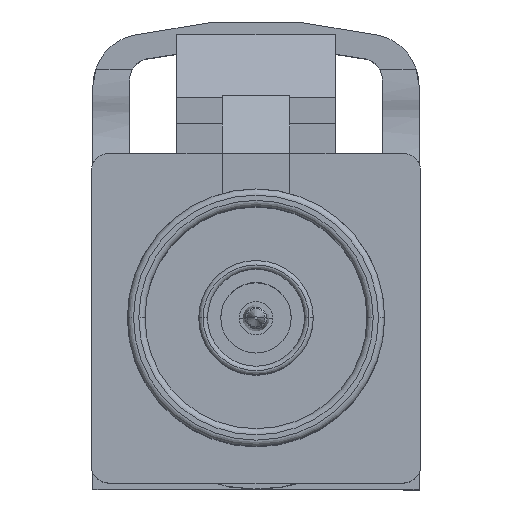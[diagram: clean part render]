
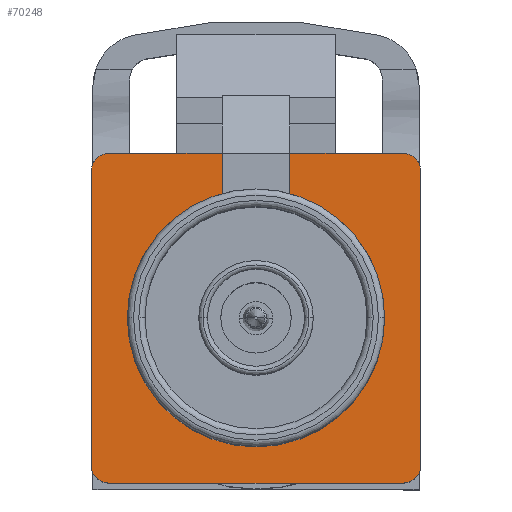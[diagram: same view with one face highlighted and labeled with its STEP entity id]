
A CAD part, top view. The second image highlights one B-rep face of the part: STEP entity #70248.
In plain terms, the highlighted face is planar.
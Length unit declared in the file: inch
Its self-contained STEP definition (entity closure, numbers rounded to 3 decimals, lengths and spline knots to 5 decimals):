
#622 = CARTESIAN_POINT ( 'NONE',  ( 0.146, 0., -0.084 ) ) ;
#697 = CARTESIAN_POINT ( 'NONE',  ( 0., 0., -0.084 ) ) ;
#1253 = EDGE_CURVE ( 'NONE', #33773, #60107, #46870, .T. ) ;
#2194 = CARTESIAN_POINT ( 'NONE',  ( 0.0385, 0.14083, -0.084 ) ) ;
#2663 = DIRECTION ( 'NONE',  ( 0., 0., -1. ) ) ;
#5349 = CARTESIAN_POINT ( 'NONE',  ( 0.18701, 0.16701, -0.084 ) ) ;
#5648 = DIRECTION ( 'NONE',  ( -1., 0., 0. ) ) ;
#6456 = EDGE_CURVE ( 'NONE', #55963, #97294, #88362, .T. ) ;
#7456 = EDGE_CURVE ( 'NONE', #29621, #109711, #12207, .T. ) ;
#7730 = CARTESIAN_POINT ( 'NONE',  ( 0.18701, -0.16701, -0.084 ) ) ;
#11785 = CARTESIAN_POINT ( 'NONE',  ( 0.16701, -0.16701, -0.084 ) ) ;
#11839 = VERTEX_POINT ( 'NONE', #622 ) ;
#12207 = CIRCLE ( 'NONE', #99415, 0.02 ) ;
#13915 = DIRECTION ( 'NONE',  ( -1., 0., 0. ) ) ;
#14307 = DIRECTION ( 'NONE',  ( 0., -1., 0. ) ) ;
#14379 = AXIS2_PLACEMENT_3D ( 'NONE', #64668, #2663, #13915 ) ;
#14774 = VERTEX_POINT ( 'NONE', #42973 ) ;
#17270 = ORIENTED_EDGE ( 'NONE', *, *, #7456, .T. ) ;
#19241 = EDGE_CURVE ( 'NONE', #14774, #109711, #90508, .T. ) ;
#19293 = VECTOR ( 'NONE', #77077, 39.37008 ) ;
#20730 = DIRECTION ( 'NONE',  ( 0., 0., -1. ) ) ;
#21197 = ORIENTED_EDGE ( 'NONE', *, *, #6456, .T. ) ;
#23307 = DIRECTION ( 'NONE',  ( -1., 0., 0. ) ) ;
#23876 = FACE_OUTER_BOUND ( 'NONE', #37632, .T. ) ;
#24153 = EDGE_CURVE ( 'NONE', #118239, #131468, #48256, .T. ) ;
#24362 = VECTOR ( 'NONE', #104702, 39.37008 ) ;
#24614 = CARTESIAN_POINT ( 'NONE',  ( -0.18701, 0.18701, -0.084 ) ) ;
#27828 = CARTESIAN_POINT ( 'NONE',  ( -0.18701, -0.18701, -0.084 ) ) ;
#28718 = EDGE_CURVE ( 'NONE', #14774, #56358, #102799, .T. ) ;
#29621 = VERTEX_POINT ( 'NONE', #7730 ) ;
#31201 = CARTESIAN_POINT ( 'NONE',  ( 0., 0., -0.084 ) ) ;
#32610 = AXIS2_PLACEMENT_3D ( 'NONE', #36479, #108834, #5648 ) ;
#33773 = VERTEX_POINT ( 'NONE', #36100 ) ;
#33894 = DIRECTION ( 'NONE',  ( 0., -1., 0. ) ) ;
#36100 = CARTESIAN_POINT ( 'NONE',  ( -0.0385, 0.18701, -0.084 ) ) ;
#36156 = CARTESIAN_POINT ( 'NONE',  ( -0.18701, -0.18701, -0.084 ) ) ;
#36479 = CARTESIAN_POINT ( 'NONE',  ( 0., 0., -0.084 ) ) ;
#37261 = VECTOR ( 'NONE', #68560, 39.37008 ) ;
#37632 = EDGE_LOOP ( 'NONE', ( #117373, #114338, #108802, #71401, #126881, #68823, #21197, #121309, #17270, #88250, #124786, #102715, #86110, #95942 ) ) ;
#38052 = EDGE_CURVE ( 'NONE', #33773, #87630, #131564, .T. ) ;
#40283 = CIRCLE ( 'NONE', #32610, 0.146 ) ;
#41987 = CARTESIAN_POINT ( 'NONE',  ( -0.18701, 0.18701, -0.084 ) ) ;
#42973 = CARTESIAN_POINT ( 'NONE',  ( -0.16701, -0.18701, -0.084 ) ) ;
#44303 = VECTOR ( 'NONE', #14307, 39.37008 ) ;
#46870 = LINE ( 'NONE', #24614, #19293 ) ;
#46888 = EDGE_CURVE ( 'NONE', #131468, #11839, #134207, .T. ) ;
#47122 = AXIS2_PLACEMENT_3D ( 'NONE', #31201, #20730, #92220 ) ;
#48173 = AXIS2_PLACEMENT_3D ( 'NONE', #94718, #54486, #126827 ) ;
#48256 = LINE ( 'NONE', #105846, #95266 ) ;
#49730 = VECTOR ( 'NONE', #124723, 39.37008 ) ;
#50937 = DIRECTION ( 'NONE',  ( 0., 0., -1. ) ) ;
#54486 = DIRECTION ( 'NONE',  ( 0., 0., -1. ) ) ;
#54808 = VERTEX_POINT ( 'NONE', #97433 ) ;
#55582 = CARTESIAN_POINT ( 'NONE',  ( -0.0385, 0.1251, -0.084 ) ) ;
#55963 = VERTEX_POINT ( 'NONE', #115303 ) ;
#56358 = VERTEX_POINT ( 'NONE', #59955 ) ;
#58088 = AXIS2_PLACEMENT_3D ( 'NONE', #697, #50937, #83467 ) ;
#59955 = CARTESIAN_POINT ( 'NONE',  ( -0.18701, -0.16701, -0.084 ) ) ;
#60107 = VERTEX_POINT ( 'NONE', #103039 ) ;
#61030 = CARTESIAN_POINT ( 'NONE',  ( 0., 0., -0.084 ) ) ;
#61116 = AXIS2_PLACEMENT_3D ( 'NONE', #61030, #61952, #113058 ) ;
#61952 = DIRECTION ( 'NONE',  ( 0., 0., -1. ) ) ;
#63577 = EDGE_CURVE ( 'NONE', #29621, #97294, #66423, .T. ) ;
#64237 = CARTESIAN_POINT ( 'NONE',  ( -0.18701, 0.16701, -0.084 ) ) ;
#64620 = AXIS2_PLACEMENT_3D ( 'NONE', #84363, #105700, #23307 ) ;
#64668 = CARTESIAN_POINT ( 'NONE',  ( 0.16701, 0.16701, -0.084 ) ) ;
#66423 = LINE ( 'NONE', #78427, #24362 ) ;
#66672 = EDGE_CURVE ( 'NONE', #54808, #87630, #82391, .T. ) ;
#66944 = CARTESIAN_POINT ( 'NONE',  ( 0.0385, 0.18701, -0.084 ) ) ;
#68560 = DIRECTION ( 'NONE',  ( 0., -1., 0. ) ) ;
#68823 = ORIENTED_EDGE ( 'NONE', *, *, #73229, .F. ) ;
#70248 = ADVANCED_FACE ( 'NONE', ( #23876 ), #123910, .T. ) ;
#70736 = LINE ( 'NONE', #41987, #49730 ) ;
#71401 = ORIENTED_EDGE ( 'NONE', *, *, #46888, .F. ) ;
#73229 = EDGE_CURVE ( 'NONE', #55963, #118239, #70736, .T. ) ;
#77077 = DIRECTION ( 'NONE',  ( -1., 0., 0. ) ) ;
#77696 = LINE ( 'NONE', #27828, #37261 ) ;
#78427 = CARTESIAN_POINT ( 'NONE',  ( 0.18701, -0.18701, -0.084 ) ) ;
#82391 = CIRCLE ( 'NONE', #58088, 0.146 ) ;
#83467 = DIRECTION ( 'NONE',  ( -1., 0., 0. ) ) ;
#84182 = DIRECTION ( 'NONE',  ( 0., 0., -1. ) ) ;
#84363 = CARTESIAN_POINT ( 'NONE',  ( -0.16701, -0.16701, -0.084 ) ) ;
#86039 = CIRCLE ( 'NONE', #48173, 0.02 ) ;
#86110 = ORIENTED_EDGE ( 'NONE', *, *, #117407, .T. ) ;
#87630 = VERTEX_POINT ( 'NONE', #115668 ) ;
#88250 = ORIENTED_EDGE ( 'NONE', *, *, #19241, .F. ) ;
#88362 = CIRCLE ( 'NONE', #14379, 0.02 ) ;
#90508 = LINE ( 'NONE', #36156, #98585 ) ;
#92220 = DIRECTION ( 'NONE',  ( -1., 0., 0. ) ) ;
#94718 = CARTESIAN_POINT ( 'NONE',  ( -0.16701, 0.16701, -0.084 ) ) ;
#95266 = VECTOR ( 'NONE', #33894, 39.37008 ) ;
#95942 = ORIENTED_EDGE ( 'NONE', *, *, #1253, .F. ) ;
#97294 = VERTEX_POINT ( 'NONE', #5349 ) ;
#97433 = CARTESIAN_POINT ( 'NONE',  ( -0.146, 0., -0.084 ) ) ;
#97463 = EDGE_CURVE ( 'NONE', #11839, #54808, #40283, .T. ) ;
#98173 = CARTESIAN_POINT ( 'NONE',  ( 0.16701, -0.18701, -0.084 ) ) ;
#98585 = VECTOR ( 'NONE', #118478, 39.37008 ) ;
#99415 = AXIS2_PLACEMENT_3D ( 'NONE', #11785, #84182, #115913 ) ;
#102715 = ORIENTED_EDGE ( 'NONE', *, *, #112175, .F. ) ;
#102799 = CIRCLE ( 'NONE', #64620, 0.02 ) ;
#103039 = CARTESIAN_POINT ( 'NONE',  ( -0.16701, 0.18701, -0.084 ) ) ;
#104702 = DIRECTION ( 'NONE',  ( 0., 1., 0. ) ) ;
#105700 = DIRECTION ( 'NONE',  ( 0., 0., -1. ) ) ;
#105846 = CARTESIAN_POINT ( 'NONE',  ( 0.0385, 0.1251, -0.084 ) ) ;
#108802 = ORIENTED_EDGE ( 'NONE', *, *, #97463, .F. ) ;
#108834 = DIRECTION ( 'NONE',  ( 0., 0., -1. ) ) ;
#109711 = VERTEX_POINT ( 'NONE', #98173 ) ;
#112175 = EDGE_CURVE ( 'NONE', #120716, #56358, #77696, .T. ) ;
#113058 = DIRECTION ( 'NONE',  ( -1., 0., 0. ) ) ;
#114338 = ORIENTED_EDGE ( 'NONE', *, *, #66672, .F. ) ;
#115303 = CARTESIAN_POINT ( 'NONE',  ( 0.16701, 0.18701, -0.084 ) ) ;
#115668 = CARTESIAN_POINT ( 'NONE',  ( -0.0385, 0.14083, -0.084 ) ) ;
#115913 = DIRECTION ( 'NONE',  ( -1., 0., 0. ) ) ;
#117373 = ORIENTED_EDGE ( 'NONE', *, *, #38052, .T. ) ;
#117407 = EDGE_CURVE ( 'NONE', #120716, #60107, #86039, .T. ) ;
#118239 = VERTEX_POINT ( 'NONE', #66944 ) ;
#118478 = DIRECTION ( 'NONE',  ( 1., 0., 0. ) ) ;
#120716 = VERTEX_POINT ( 'NONE', #64237 ) ;
#121309 = ORIENTED_EDGE ( 'NONE', *, *, #63577, .F. ) ;
#123910 = PLANE ( 'NONE',  #61116 ) ;
#124723 = DIRECTION ( 'NONE',  ( -1., 0., 0. ) ) ;
#124786 = ORIENTED_EDGE ( 'NONE', *, *, #28718, .T. ) ;
#126827 = DIRECTION ( 'NONE',  ( -1., 0., 0. ) ) ;
#126881 = ORIENTED_EDGE ( 'NONE', *, *, #24153, .F. ) ;
#131468 = VERTEX_POINT ( 'NONE', #2194 ) ;
#131564 = LINE ( 'NONE', #55582, #44303 ) ;
#134207 = CIRCLE ( 'NONE', #47122, 0.146 ) ;
